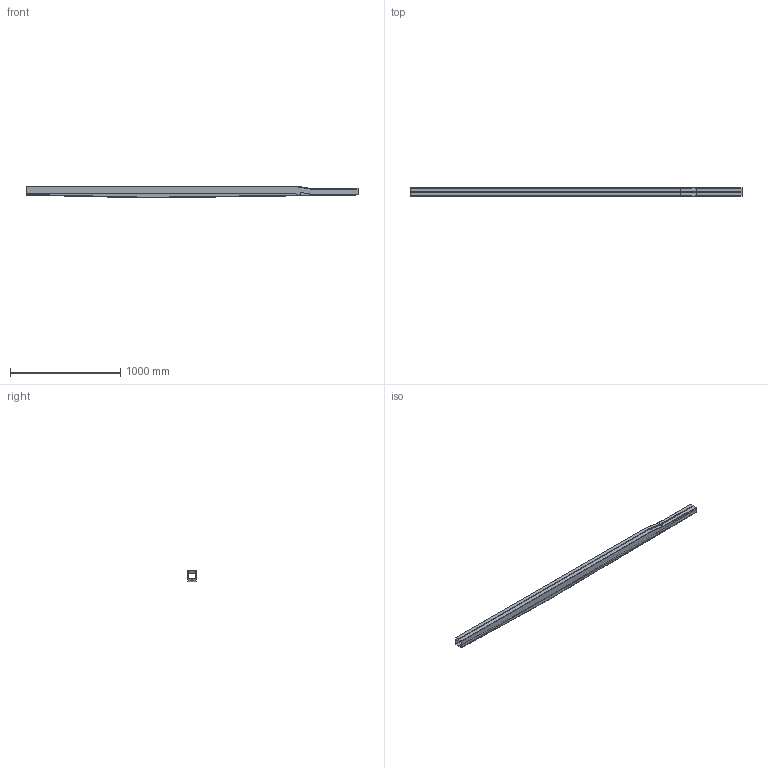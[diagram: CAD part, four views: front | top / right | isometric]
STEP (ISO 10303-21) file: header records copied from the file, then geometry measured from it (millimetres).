
FILE_DESCRIPTION(/* description */ (''),/* implementation_level */ '2;1');
FILE_NAME(/* name */ 'Main member v2.step',/* time_stamp */ '2021-01-26T18:34:03+01:00',/* author */ (''),/* organization */ (''),/* preprocessor_version */ 'ST-DEVELOPER v18.1',/* originating_system */ 'Autodesk Translation Framework v9.7.1.1290',/* authorisation */ '');
FILE_SCHEMA (('AUTOMOTIVE_DESIGN { 1 0 10303 214 3 1 1 }'));
Length unit declared in the file: millimetre
Products named in the file (1): Main member
Bounding box: 3006.72 x 76.2 x 107.95 mm (x, y, z)
Volume: 1925118.2 mm3; surface area: 1920305 mm2
Topology: 1 solids, 1 shells, 136 faces, 348 edges, 214 vertices
Faces by surface type: plane 53, cylinder 43, bspline 24, torus 16
Entity records: 4186 total; most frequent: CARTESIAN_POINT 848, DIRECTION 711, ORIENTED_EDGE 696, EDGE_CURVE 348, AXIS2_PLACEMENT_3D 251, VERTEX_POINT 214, LINE 209, VECTOR 209
